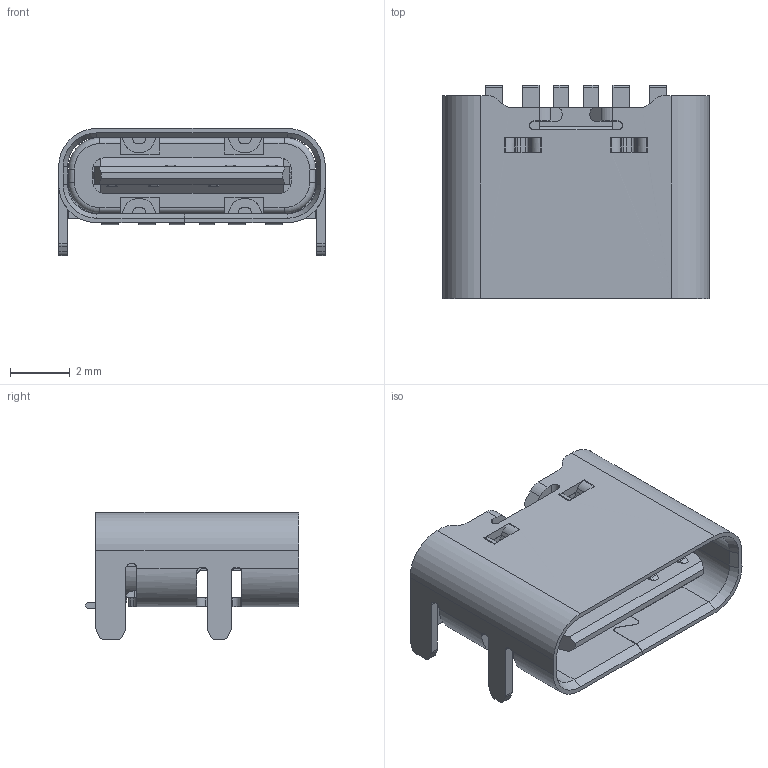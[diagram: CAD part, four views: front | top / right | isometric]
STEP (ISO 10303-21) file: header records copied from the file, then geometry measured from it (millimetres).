
FILE_DESCRIPTION (( 'STEP AP214' ), '1' );
FILE_NAME ('USB-C-SMD_TYPE-C-6P-WTL6.8-108.STEP', '2025-06-30T08:20:25', ( '' ), ( '' ), 'SwSTEP 2.0', 'SolidWorks 2021', '' );
FILE_SCHEMA (( 'AUTOMOTIVE_DESIGN' ));
Length unit declared in the file: millimetre
Products named in the file (1): USB-C-SMD_TYPE-C-6P-WTL6.8-108
Bounding box: 8.94 x 7.15 x 4.26 mm (x, y, z)
Volume: 88.4 mm3; surface area: 471.3 mm2
Topology: 1 solids, 1 shells, 936 faces, 2672 edges, 1755 vertices
Faces by surface type: plane 653, cylinder 141, bspline 134, cone 4, torus 4
Entity records: 42316 total; most frequent: CARTESIAN_POINT 8476, ORIENTED_EDGE 5344, DIRECTION 4159, EDGE_CURVE 2672, VECTOR 2013, LINE 2013, VERTEX_POINT 1755, AXIS2_PLACEMENT_3D 1073
